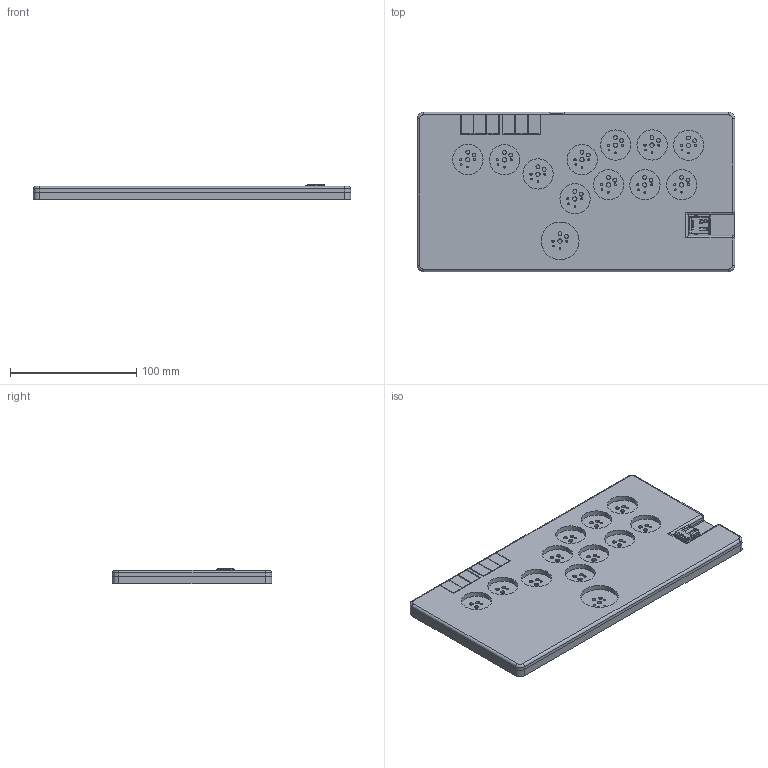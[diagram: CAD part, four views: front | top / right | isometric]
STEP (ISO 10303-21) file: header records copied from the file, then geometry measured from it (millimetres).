
FILE_DESCRIPTION(/* description */ (''),/* implementation_level */ '2;1');
FILE_NAME(/* name */ 'Flatbox 5SP.step',/* time_stamp */ '2024-07-04T01:09:41+02:00',/* author */ (''),/* organization */ (''),/* preprocessor_version */ 'ST-DEVELOPER v20',/* originating_system */ 'Autodesk Translation Framework v13.14.0.145',/* authorisation */ '');
FILE_SCHEMA (('AUTOMOTIVE_DESIGN { 1 0 10303 214 3 1 1 }'));
Length unit declared in the file: millimetre
Products named in the file (14): Flatbox 5SP; Bottom; Flatbox 5SP PCB; SW_PUSH_6mm_H5mm; SW_PUSH_6mm_H5mm_1; SW_PUSH_6mm_H5mm_2; SW_PUSH_6mm_H5mm_3; SW_PUSH_6mm_H5mm_4; SW_PUSH_6mm_H5mm_5; SW_PUSH_6mm_h5mm_6; USB_A_Molex_67643_Horizontal (1); USB_A_Molex_67643_Horizontal; Flatbox-rev5_PCB; Top
Assembly tree (18 placements, depth 4):
  Flatbox 5SP
    Bottom
    Flatbox 5SP PCB
      SW_PUSH_6mm_H5mm
        SW_PUSH_6mm_h5mm_6
      SW_PUSH_6mm_H5mm_1
        SW_PUSH_6mm_h5mm_6
      SW_PUSH_6mm_H5mm_2
        SW_PUSH_6mm_h5mm_6
      SW_PUSH_6mm_H5mm_3
        SW_PUSH_6mm_h5mm_6
      SW_PUSH_6mm_H5mm_4
        SW_PUSH_6mm_h5mm_6
      SW_PUSH_6mm_H5mm_5
        SW_PUSH_6mm_h5mm_6
      USB_A_Molex_67643_Horizontal (1)
        USB_A_Molex_67643_Horizontal
      Flatbox-rev5_PCB
    Top
Bounding box: 252 x 126.4 x 12.66 mm (x, y, z)
Volume: 230597.6 mm3; surface area: 186831.8 mm2
Topology: 19 solids, 19 shells, 1558 faces, 3911 edges, 2463 vertices
Faces by surface type: plane 893, cylinder 598, bspline 48, torus 10, cone 7, sphere 2
Full cylindrical faces by diameter (mm): 0.95 x4, 1 x24, 1.1 x24, 1.27 x24, 1.702 x24, 2.3 x2, 2.8 x7, 3 x24, 3.3 x7, 3.429 x12, 3.5 x6, 6 x7, 6.4 x7, 10 x14, 24 x22, 30 x2
Entity records: 32424 total; most frequent: CARTESIAN_POINT 6247, DIRECTION 5195, ORIENTED_EDGE 5052, EDGE_CURVE 2526, AXIS2_PLACEMENT_3D 1732, LINE 1731, VECTOR 1731, VERTEX_POINT 1568
